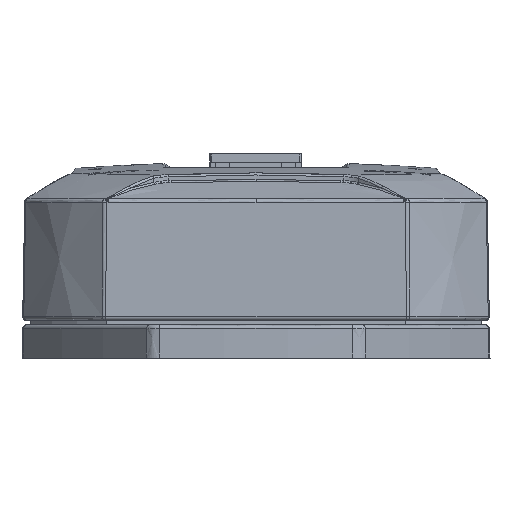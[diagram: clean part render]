
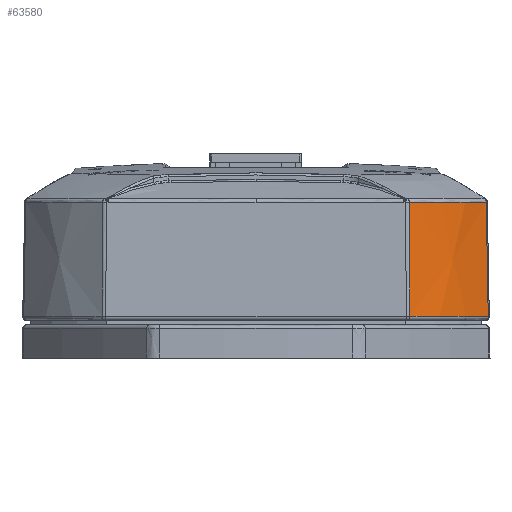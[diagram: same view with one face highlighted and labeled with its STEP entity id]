
A CAD part, front view. The second image highlights one B-rep face of the part: STEP entity #63580.
In plain terms, the highlighted conical face has half-angle 1 degrees and reference radius 29.948 mm.
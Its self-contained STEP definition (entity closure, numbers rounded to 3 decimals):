
#5831 = EDGE_CURVE ( 'NONE', #55781, #142977, #47604, .T. ) ;
#11893 = ORIENTED_EDGE ( 'NONE', *, *, #5831, .F. ) ;
#15758 = VERTEX_POINT ( 'NONE', #91052 ) ;
#24937 = CARTESIAN_POINT ( 'NONE',  ( 26.462, -31.133, 12.074 ) ) ;
#35326 = AXIS2_PLACEMENT_3D ( 'NONE', #104320, #70382, #116647 ) ;
#41559 = CARTESIAN_POINT ( 'NONE',  ( 18.425, -38.825, -1.583 ) ) ;
#44527 = EDGE_LOOP ( 'NONE', ( #119646, #55324, #11893, #52413 ) ) ;
#47604 = B_SPLINE_CURVE_WITH_KNOTS ( 'NONE', 3,
 ( #112135, #113670, #137569, #53566 ),
 .UNSPECIFIED., .F., .F.,
 ( 4, 4 ),
 ( 0., 1. ),
 .UNSPECIFIED. ) ;
#48847 = CARTESIAN_POINT ( 'NONE',  ( 20.288, -37.364, 12.068 ) ) ;
#49597 = CARTESIAN_POINT ( 'NONE',  ( 27.585, -29.357, 12.081 ) ) ;
#50715 = AXIS2_PLACEMENT_3D ( 'NONE', #75572, #147983, #88651 ) ;
#52413 = ORIENTED_EDGE ( 'NONE', *, *, #62115, .T. ) ;
#53566 = CARTESIAN_POINT ( 'NONE',  ( 27.825, -29.425, -1.583 ) ) ;
#53858 = CARTESIAN_POINT ( 'NONE',  ( 18.357, -38.585, 12.072 ) ) ;
#55324 = ORIENTED_EDGE ( 'NONE', *, *, #99253, .F. ) ;
#55781 = VERTEX_POINT ( 'NONE', #127742 ) ;
#59253 = CARTESIAN_POINT ( 'NONE',  ( 27.825, -29.425, -1.583 ) ) ;
#61037 = CARTESIAN_POINT ( 'NONE',  ( 18.402, -38.745, 2.969 ) ) ;
#62115 = EDGE_CURVE ( 'NONE', #55781, #15758, #78080, .T. ) ;
#62886 = CONICAL_SURFACE ( 'NONE', #50715, 29.947, 0.017 ) ;
#63580 = ADVANCED_FACE ( 'NONE', ( #77842 ), #62886, .T. ) ;
#65079 = VERTEX_POINT ( 'NONE', #132140 ) ;
#70382 = DIRECTION ( 'NONE',  ( 0., 0., -1. ) ) ;
#75572 = CARTESIAN_POINT ( 'NONE',  ( 2.477, -13.477, -1.583 ) ) ;
#77842 = FACE_OUTER_BOUND ( 'NONE', #44527, .T. ) ;
#78080 = B_SPLINE_CURVE_WITH_KNOTS ( 'NONE', 3,
 ( #49597, #24937, #118978, #96609, #48847, #132054 ),
 .UNSPECIFIED., .F., .F.,
 ( 4, 2, 4 ),
 ( 0., 0.5, 1. ),
 .UNSPECIFIED. ) ;
#86992 = CIRCLE ( 'NONE', #35326, 29.947 ) ;
#88651 = DIRECTION ( 'NONE',  ( -1., 0., 0. ) ) ;
#91052 = CARTESIAN_POINT ( 'NONE',  ( 18.357, -38.585, 12.072 ) ) ;
#96609 = CARTESIAN_POINT ( 'NONE',  ( 22.038, -35.945, 12.066 ) ) ;
#97285 = CARTESIAN_POINT ( 'NONE',  ( 18.38, -38.665, 7.52 ) ) ;
#99253 = EDGE_CURVE ( 'NONE', #142977, #65079, #86992, .T. ) ;
#104320 = CARTESIAN_POINT ( 'NONE',  ( 2.477, -13.477, -1.583 ) ) ;
#112135 = CARTESIAN_POINT ( 'NONE',  ( 27.585, -29.357, 12.081 ) ) ;
#113670 = CARTESIAN_POINT ( 'NONE',  ( 27.665, -29.38, 7.526 ) ) ;
#116647 = DIRECTION ( 'NONE',  ( 0.533, -0.846, 0. ) ) ;
#118978 = CARTESIAN_POINT ( 'NONE',  ( 25.125, -32.829, 12.069 ) ) ;
#119646 = ORIENTED_EDGE ( 'NONE', *, *, #138521, .T. ) ;
#127742 = CARTESIAN_POINT ( 'NONE',  ( 27.585, -29.357, 12.081 ) ) ;
#132054 = CARTESIAN_POINT ( 'NONE',  ( 18.357, -38.585, 12.072 ) ) ;
#132140 = CARTESIAN_POINT ( 'NONE',  ( 18.425, -38.825, -1.583 ) ) ;
#137569 = CARTESIAN_POINT ( 'NONE',  ( 27.745, -29.402, 2.972 ) ) ;
#138521 = EDGE_CURVE ( 'NONE', #15758, #65079, #152422, .T. ) ;
#142977 = VERTEX_POINT ( 'NONE', #59253 ) ;
#147983 = DIRECTION ( 'NONE',  ( 0., 0., -1. ) ) ;
#152422 = B_SPLINE_CURVE_WITH_KNOTS ( 'NONE', 3,
 ( #53858, #97285, #61037, #41559 ),
 .UNSPECIFIED., .F., .F.,
 ( 4, 4 ),
 ( 0., 1. ),
 .UNSPECIFIED. ) ;
